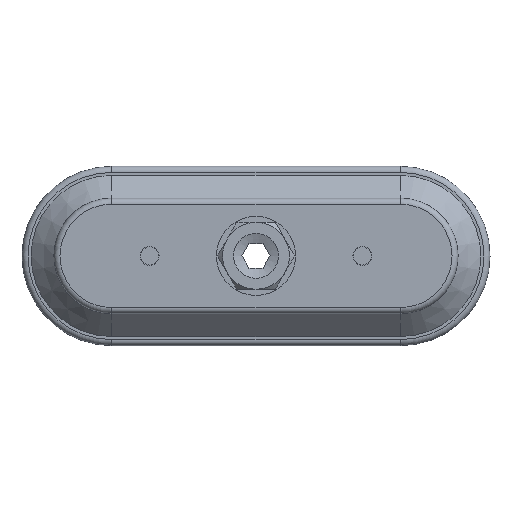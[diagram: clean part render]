
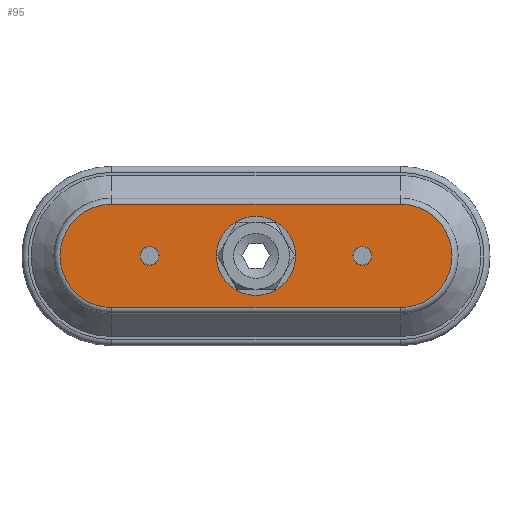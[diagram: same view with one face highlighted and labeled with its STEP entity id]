
A CAD part, top view. The second image highlights one B-rep face of the part: STEP entity #95.
In plain terms, the highlighted planar face has unit normal (0, 0, 1).
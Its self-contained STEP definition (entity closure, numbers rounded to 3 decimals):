
#95 = ADVANCED_FACE( '', ( #197, #198, #199, #200 ), #201, .F. );
#197 = FACE_OUTER_BOUND( '', #358, .T. );
#198 = FACE_BOUND( '', #359, .T. );
#199 = FACE_BOUND( '', #360, .T. );
#200 = FACE_BOUND( '', #361, .T. );
#201 = PLANE( '', #362 );
#358 = EDGE_LOOP( '', ( #601, #602, #603, #604 ) );
#359 = EDGE_LOOP( '', ( #605 ) );
#360 = EDGE_LOOP( '', ( #606 ) );
#361 = EDGE_LOOP( '', ( #607 ) );
#362 = AXIS2_PLACEMENT_3D( '', #608, #609, #610 );
#601 = ORIENTED_EDGE( '', *, *, #1032, .T. );
#602 = ORIENTED_EDGE( '', *, *, #1033, .T. );
#603 = ORIENTED_EDGE( '', *, *, #1034, .T. );
#604 = ORIENTED_EDGE( '', *, *, #1035, .T. );
#605 = ORIENTED_EDGE( '', *, *, #1009, .T. );
#606 = ORIENTED_EDGE( '', *, *, #1036, .T. );
#607 = ORIENTED_EDGE( '', *, *, #1037, .T. );
#608 = CARTESIAN_POINT( '', ( 0., -19., 19.5 ) );
#609 = DIRECTION( '', ( 0., 0., -1. ) );
#610 = DIRECTION( '', ( -1., 0., 0. ) );
#1009 = EDGE_CURVE( '', #1187, #1187, #1188, .T. );
#1032 = EDGE_CURVE( '', #1229, #1230, #1231, .F. );
#1033 = EDGE_CURVE( '', #1230, #1232, #1233, .F. );
#1034 = EDGE_CURVE( '', #1232, #1234, #1235, .F. );
#1035 = EDGE_CURVE( '', #1234, #1229, #1236, .F. );
#1036 = EDGE_CURVE( '', #1237, #1237, #1238, .T. );
#1037 = EDGE_CURVE( '', #1239, #1239, #1240, .T. );
#1187 = VERTEX_POINT( '', #1520 );
#1188 = CIRCLE( '', #1521, 13. );
#1229 = VERTEX_POINT( '', #1586 );
#1230 = VERTEX_POINT( '', #1587 );
#1231 = CIRCLE( '', #1588, 17. );
#1232 = VERTEX_POINT( '', #1589 );
#1233 = LINE( '', #1590, #1591 );
#1234 = VERTEX_POINT( '', #1592 );
#1235 = CIRCLE( '', #1593, 17. );
#1236 = LINE( '', #1594, #1595 );
#1237 = VERTEX_POINT( '', #1596 );
#1238 = CIRCLE( '', #1597, 3.1 );
#1239 = VERTEX_POINT( '', #1598 );
#1240 = CIRCLE( '', #1599, 3.1 );
#1520 = CARTESIAN_POINT( '', ( -13., 0., 19.5 ) );
#1521 = AXIS2_PLACEMENT_3D( '', #1907, #1908, #1909 );
#1586 = CARTESIAN_POINT( '', ( 47.5, -17., 19.5 ) );
#1587 = CARTESIAN_POINT( '', ( 47.5, 17., 19.5 ) );
#1588 = AXIS2_PLACEMENT_3D( '', #1946, #1947, #1948 );
#1589 = CARTESIAN_POINT( '', ( -47.5, 17., 19.5 ) );
#1590 = CARTESIAN_POINT( '', ( 0., 17., 19.5 ) );
#1591 = VECTOR( '', #1949, 1000. );
#1592 = CARTESIAN_POINT( '', ( -47.5, -17., 19.5 ) );
#1593 = AXIS2_PLACEMENT_3D( '', #1950, #1951, #1952 );
#1594 = CARTESIAN_POINT( '', ( 0., -17., 19.5 ) );
#1595 = VECTOR( '', #1953, 1000. );
#1596 = CARTESIAN_POINT( '', ( -31.9, 0., 19.5 ) );
#1597 = AXIS2_PLACEMENT_3D( '', #1954, #1955, #1956 );
#1598 = CARTESIAN_POINT( '', ( 38.1, 0., 19.5 ) );
#1599 = AXIS2_PLACEMENT_3D( '', #1957, #1958, #1959 );
#1907 = CARTESIAN_POINT( '', ( 0., 0., 19.5 ) );
#1908 = DIRECTION( '', ( 0., 0., -1. ) );
#1909 = DIRECTION( '', ( -1., 0., 0. ) );
#1946 = CARTESIAN_POINT( '', ( 47.5, 0., 19.5 ) );
#1947 = DIRECTION( '', ( 0., 0., -1. ) );
#1948 = DIRECTION( '', ( -1., 0., 0. ) );
#1949 = DIRECTION( '', ( 1., 0., 0. ) );
#1950 = CARTESIAN_POINT( '', ( -47.5, 0., 19.5 ) );
#1951 = DIRECTION( '', ( 0., 0., -1. ) );
#1952 = DIRECTION( '', ( -1., 0., 0. ) );
#1953 = DIRECTION( '', ( -1., 0., 0. ) );
#1954 = CARTESIAN_POINT( '', ( -35., 0., 19.5 ) );
#1955 = DIRECTION( '', ( 0., 0., -1. ) );
#1956 = DIRECTION( '', ( 1., 0., 0. ) );
#1957 = CARTESIAN_POINT( '', ( 35., 0., 19.5 ) );
#1958 = DIRECTION( '', ( 0., 0., -1. ) );
#1959 = DIRECTION( '', ( 1., 0., 0. ) );
